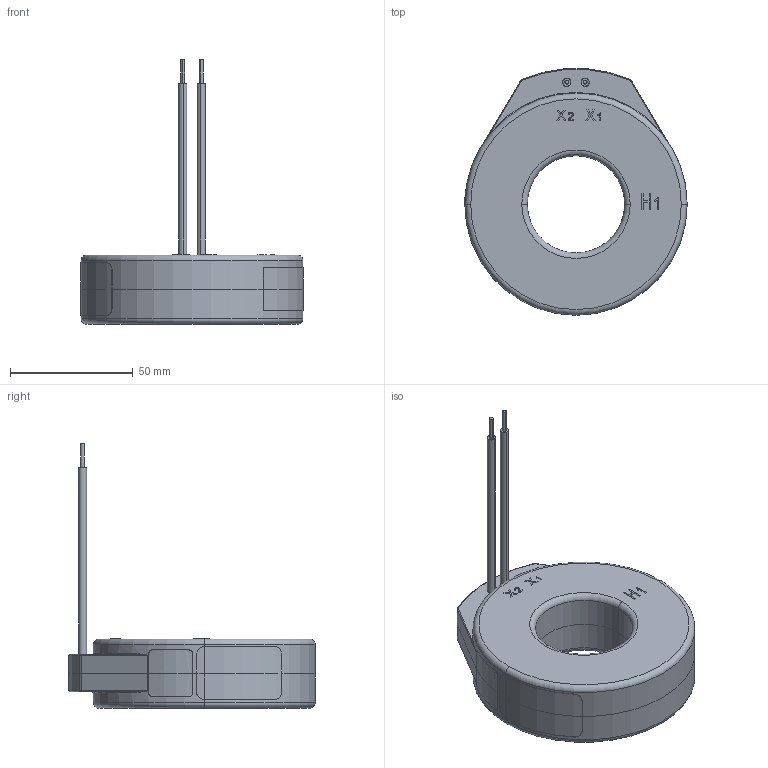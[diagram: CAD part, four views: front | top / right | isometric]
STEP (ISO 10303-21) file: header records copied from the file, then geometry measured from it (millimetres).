
FILE_DESCRIPTION (( 'STEP AP203' ), '1' );
FILE_NAME ('CR5RL-3D.STEP', '2017-01-30T16:00:54', ( 'Tom Bardol' ), ( 'Microsoft' ), 'SwSTEP 2.0', 'SolidWorks 2004231', '' );
FILE_SCHEMA (( 'CONFIG_CONTROL_DESIGN' ));
Length unit declared in the file: inch
Products named in the file (1): CR5RL-3D
Bounding box: 90.68 x 100.45 x 107.75 mm (x, y, z)
Surface area: 28663.3 mm2 (no closed solid volume)
Topology: 0 solids, 9 shells, 112 faces, 379 edges, 270 vertices
Faces by surface type: plane 45, cylinder 37, torus 16, bspline 14
Entity records: 6053 total; most frequent: CARTESIAN_POINT 2851, DIRECTION 610, ORIENTED_EDGE 598, EDGE_CURVE 375, VERTEX_POINT 270, VECTOR 208, LINE 208, AXIS2_PLACEMENT_3D 201
